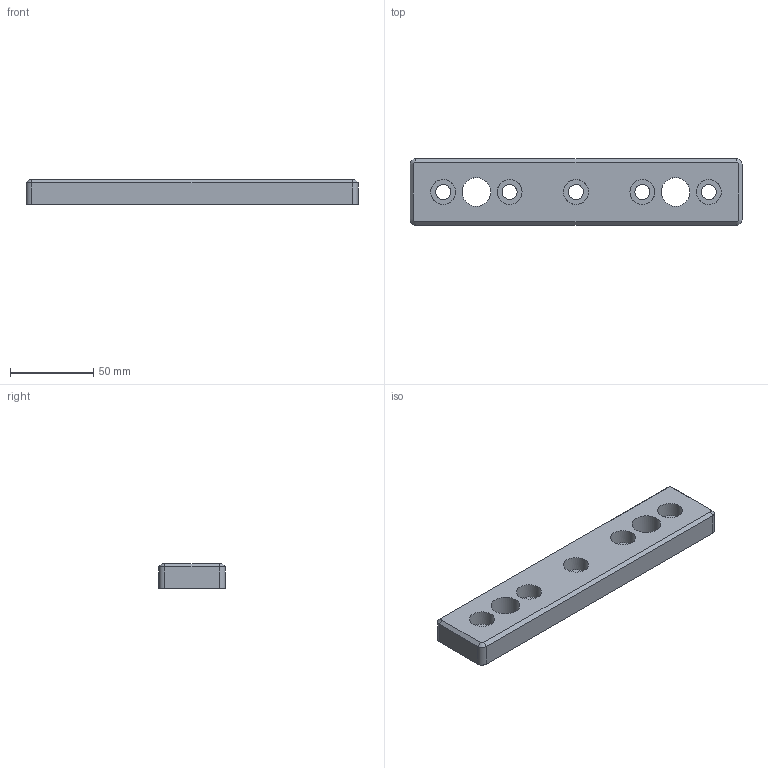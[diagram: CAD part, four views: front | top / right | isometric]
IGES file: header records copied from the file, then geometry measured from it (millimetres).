
Global section: file name: SZ0269V-A; native system: Autodesk Inventor 2015; preprocessor: unknown; author: Behrens; date: 20151123.154546; units: millimetre
Bounding box: 200 x 40 x 15 mm (x, y, z)
Volume: 101990.5 mm3; surface area: 25554.6 mm2
Topology: 1 solids, 1 shells, 35 faces, 88 edges, 60 vertices
Faces by surface type: bspline 35
